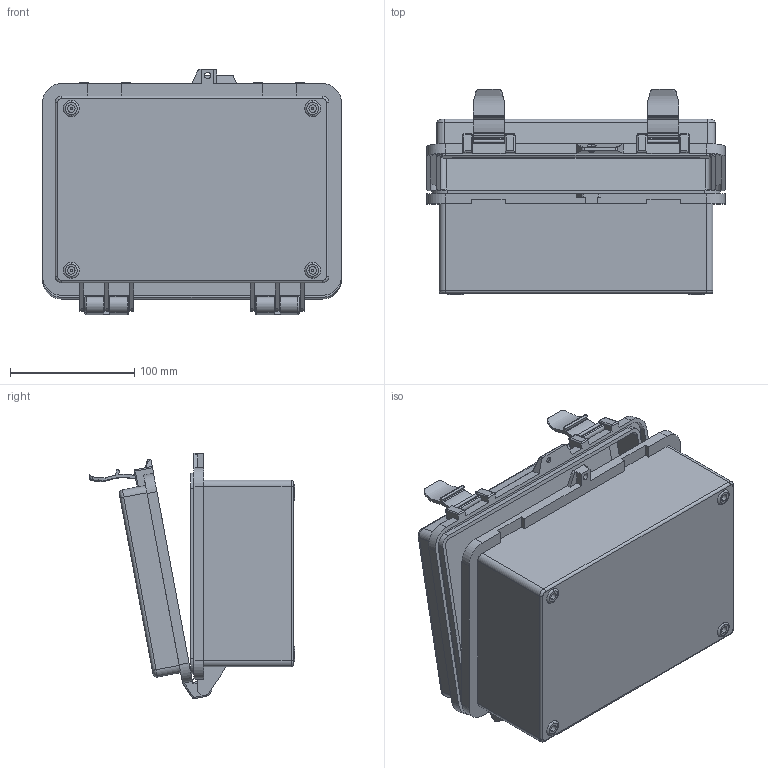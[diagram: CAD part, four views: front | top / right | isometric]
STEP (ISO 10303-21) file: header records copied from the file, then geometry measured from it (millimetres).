
FILE_DESCRIPTION (( 'STEP AP214' ), '1' );
FILE_NAME ('Junction Box Assembly.STEP', '2020-11-02T10:29:15', ( '' ), ( '' ), 'SwSTEP 2.0', 'SolidWorks 2020', '' );
FILE_SCHEMA (( 'AUTOMOTIVE_DESIGN' ));
Length unit declared in the file: millimetre
Products named in the file (4): Boîtier_fond_original; Junction Box Assembly; Boîtier_loquets; Boîtier_Couvercle_original
Assembly tree (4 placements, depth 2):
  Junction Box Assembly
    Boîtier_fond_original
    Boîtier_Couvercle_original
    Boîtier_loquets  x2
Bounding box: 240 x 165.1 x 197.12 mm (x, y, z)
Volume: 526962.2 mm3; surface area: 378632.1 mm2
Topology: 4 solids, 4 shells, 793 faces, 2011 edges, 1298 vertices
Faces by surface type: plane 479, cylinder 228, cone 38, torus 28, sphere 12, bspline 8
Entity records: 23164 total; most frequent: CARTESIAN_POINT 4194, DIRECTION 3924, ORIENTED_EDGE 3856, EDGE_CURVE 1928, VECTOR 1388, LINE 1388, AXIS2_PLACEMENT_3D 1268, VERTEX_POINT 1248
